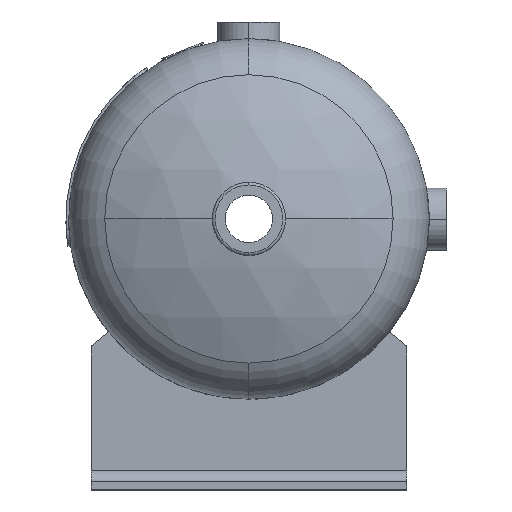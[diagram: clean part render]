
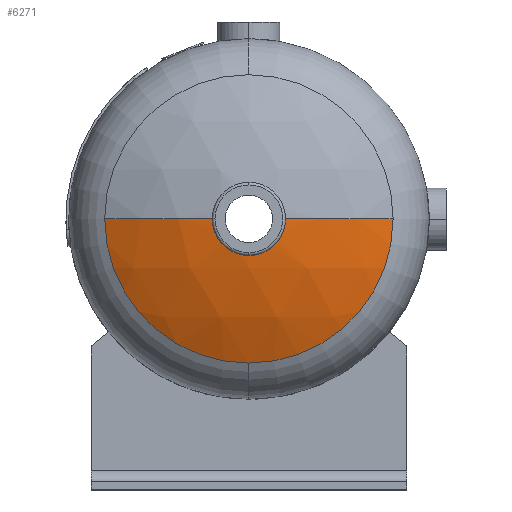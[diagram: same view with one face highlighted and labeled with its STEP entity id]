
A CAD part, top view. The second image highlights one B-rep face of the part: STEP entity #6271.
In plain terms, the highlighted spherical face has radius 182.88 mm.
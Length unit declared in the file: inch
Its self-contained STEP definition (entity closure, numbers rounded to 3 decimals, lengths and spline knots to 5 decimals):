
#652 = EDGE_CURVE ( 'NONE', #2459, #8545, #694, .T. ) ;
#694 = CIRCLE ( 'NONE', #6467, 3.2 ) ;
#1157 = ORIENTED_EDGE ( 'NONE', *, *, #12221, .F. ) ;
#1236 = DIRECTION ( 'NONE',  ( 0., -1., 0. ) ) ;
#1361 = AXIS2_PLACEMENT_3D ( 'NONE', #5727, #12666, #2816 ) ;
#1751 = DIRECTION ( 'NONE',  ( 0., 0., -1. ) ) ;
#1999 = EDGE_CURVE ( 'NONE', #3136, #8545, #2630, .T. ) ;
#2206 = CARTESIAN_POINT ( 'NONE',  ( 0., 2.12475, 0. ) ) ;
#2257 = CARTESIAN_POINT ( 'NONE',  ( 0., 2.12475, 3.2 ) ) ;
#2260 = SPHERICAL_SURFACE ( 'NONE', #12343, 7.2 ) ;
#2327 = DIRECTION ( 'NONE',  ( 0., 0., 1. ) ) ;
#2459 = VERTEX_POINT ( 'NONE', #2257 ) ;
#2630 = CIRCLE ( 'NONE', #9830, 7.2 ) ;
#2650 = AXIS2_PLACEMENT_3D ( 'NONE', #2206, #1236, #8011 ) ;
#2816 = DIRECTION ( 'NONE',  ( -1., 0., 0. ) ) ;
#2918 = CARTESIAN_POINT ( 'NONE',  ( 0., 2.8396, 0. ) ) ;
#2957 = CIRCLE ( 'NONE', #10148, 0.7125 ) ;
#3136 = VERTEX_POINT ( 'NONE', #4285 ) ;
#3538 = DIRECTION ( 'NONE',  ( 0., 0., -1. ) ) ;
#4285 = CARTESIAN_POINT ( 'NONE',  ( -0.7125, 2.8396, 0. ) ) ;
#4388 = DIRECTION ( 'NONE',  ( 0., -1., 0. ) ) ;
#4560 = ORIENTED_EDGE ( 'NONE', *, *, #652, .F. ) ;
#5051 = FACE_OUTER_BOUND ( 'NONE', #10289, .T. ) ;
#5345 = ORIENTED_EDGE ( 'NONE', *, *, #5457, .F. ) ;
#5457 = EDGE_CURVE ( 'NONE', #3136, #12672, #2957, .T. ) ;
#5727 = CARTESIAN_POINT ( 'NONE',  ( 0., -4.32506, 0. ) ) ;
#6271 = ADVANCED_FACE ( 'NONE', ( #5051 ), #2260, .T. ) ;
#6467 = AXIS2_PLACEMENT_3D ( 'NONE', #7455, #4388, #3538 ) ;
#6659 = DIRECTION ( 'NONE',  ( 0., 1., 0. ) ) ;
#6938 = CIRCLE ( 'NONE', #1361, 7.2 ) ;
#7162 = CARTESIAN_POINT ( 'NONE',  ( -3.2, 2.12475, 0. ) ) ;
#7455 = CARTESIAN_POINT ( 'NONE',  ( 0., 2.12475, 0. ) ) ;
#7576 = ORIENTED_EDGE ( 'NONE', *, *, #9778, .F. ) ;
#8011 = DIRECTION ( 'NONE',  ( 0., 0., -1. ) ) ;
#8458 = CARTESIAN_POINT ( 'NONE',  ( 0., -4.32506, 0. ) ) ;
#8545 = VERTEX_POINT ( 'NONE', #7162 ) ;
#8703 = CARTESIAN_POINT ( 'NONE',  ( 0.7125, 2.8396, 0. ) ) ;
#9152 = DIRECTION ( 'NONE',  ( 1., 0., 0. ) ) ;
#9442 = VERTEX_POINT ( 'NONE', #12035 ) ;
#9778 = EDGE_CURVE ( 'NONE', #12672, #9442, #6938, .T. ) ;
#9830 = AXIS2_PLACEMENT_3D ( 'NONE', #8458, #10525, #12380 ) ;
#10148 = AXIS2_PLACEMENT_3D ( 'NONE', #2918, #6659, #1751 ) ;
#10289 = EDGE_LOOP ( 'NONE', ( #5345, #12017, #4560, #1157, #7576 ) ) ;
#10525 = DIRECTION ( 'NONE',  ( 0., 0., 1. ) ) ;
#11710 = CIRCLE ( 'NONE', #2650, 3.2 ) ;
#11989 = CARTESIAN_POINT ( 'NONE',  ( 0., -4.32506, 0. ) ) ;
#12017 = ORIENTED_EDGE ( 'NONE', *, *, #1999, .T. ) ;
#12035 = CARTESIAN_POINT ( 'NONE',  ( 3.2, 2.12475, 0. ) ) ;
#12221 = EDGE_CURVE ( 'NONE', #9442, #2459, #11710, .T. ) ;
#12343 = AXIS2_PLACEMENT_3D ( 'NONE', #11989, #2327, #9152 ) ;
#12380 = DIRECTION ( 'NONE',  ( 1., 0., 0. ) ) ;
#12666 = DIRECTION ( 'NONE',  ( 0., 0., -1. ) ) ;
#12672 = VERTEX_POINT ( 'NONE', #8703 ) ;
